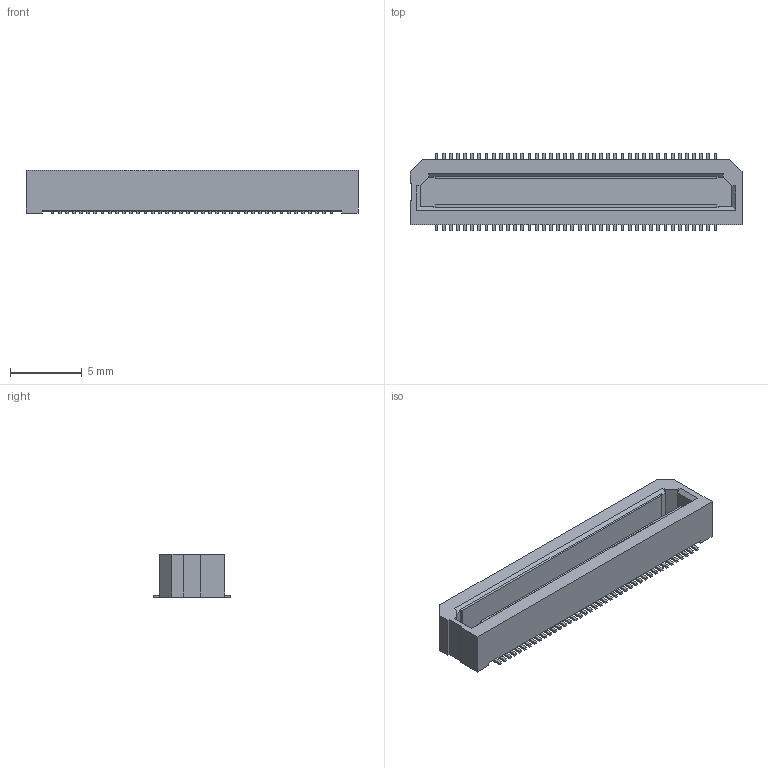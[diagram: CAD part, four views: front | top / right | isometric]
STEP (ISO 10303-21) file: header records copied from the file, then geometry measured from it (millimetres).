
FILE_DESCRIPTION (( 'STEP AP214' ), '1' );
FILE_NAME ('axk5s80047y.stp', '2007-10-17T04:00:19', ( '' ), ( 'PanasonicCorporation' ), '', '', '' );
FILE_SCHEMA (( 'AUTOMOTIVE_DESIGN' ));
Length unit declared in the file: millimetre
Products named in the file (1): axk5s80047y
Bounding box: 23.2 x 5.4 x 3.05 mm (x, y, z)
Volume: 207.6 mm3; surface area: 536.7 mm2
Topology: 1 solids, 1 shells, 613 faces, 1580 edges, 1050 vertices
Faces by surface type: plane 453, cylinder 160
Entity records: 18577 total; most frequent: CARTESIAN_POINT 3244, ORIENTED_EDGE 3160, DIRECTION 3128, EDGE_CURVE 1580, LINE 1260, VECTOR 1260, VERTEX_POINT 1050, AXIS2_PLACEMENT_3D 934
